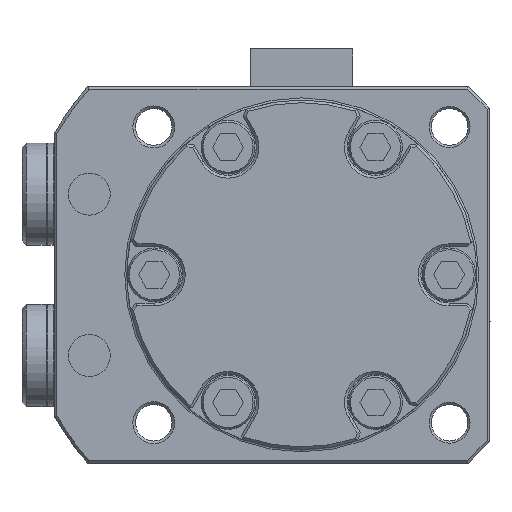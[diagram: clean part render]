
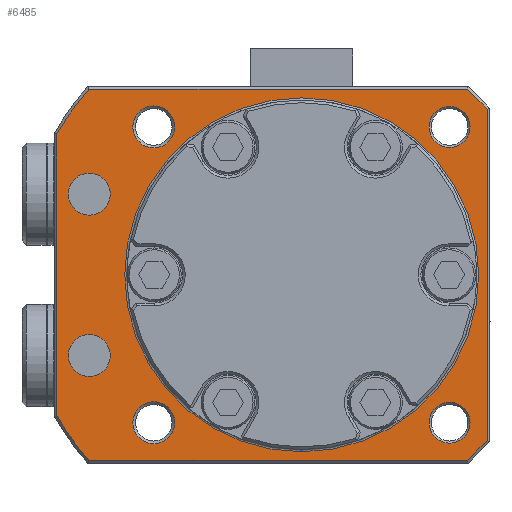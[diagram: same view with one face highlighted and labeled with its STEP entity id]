
A CAD part, front view. The second image highlights one B-rep face of the part: STEP entity #6485.
In plain terms, the highlighted planar face has unit normal (0, -1, 0).
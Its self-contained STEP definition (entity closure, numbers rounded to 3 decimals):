
#305=PLANE('',#7071);
#462=LINE('',#9585,#936);
#480=LINE('',#9649,#954);
#483=LINE('',#9655,#957);
#496=LINE('',#9685,#970);
#498=LINE('',#9691,#972);
#502=LINE('',#9709,#976);
#936=VECTOR('',#7640,1000.);
#954=VECTOR('',#7682,1000.);
#957=VECTOR('',#7687,1000.);
#970=VECTOR('',#7714,1000.);
#972=VECTOR('',#7720,1000.);
#976=VECTOR('',#7740,1000.);
#2137=ORIENTED_EDGE('',*,*,#3406,.T.);
#2138=ORIENTED_EDGE('',*,*,#3421,.T.);
#2139=ORIENTED_EDGE('',*,*,#3650,.T.);
#2140=ORIENTED_EDGE('',*,*,#3603,.F.);
#2141=ORIENTED_EDGE('',*,*,#3596,.F.);
#2142=ORIENTED_EDGE('',*,*,#3649,.T.);
#2143=ORIENTED_EDGE('',*,*,#3651,.T.);
#2144=ORIENTED_EDGE('',*,*,#3362,.T.);
#2145=ORIENTED_EDGE('',*,*,#3365,.T.);
#2146=ORIENTED_EDGE('',*,*,#3380,.F.);
#2147=ORIENTED_EDGE('',*,*,#3383,.T.);
#2148=ORIENTED_EDGE('',*,*,#3389,.T.);
#2149=ORIENTED_EDGE('',*,*,#3392,.T.);
#2150=ORIENTED_EDGE('',*,*,#3393,.T.);
#2151=ORIENTED_EDGE('',*,*,#3336,.T.);
#3336=EDGE_CURVE('',#4236,#4235,#462,.T.);
#3362=EDGE_CURVE('',#4235,#4254,#480,.T.);
#3365=EDGE_CURVE('',#4254,#4256,#483,.T.);
#3380=EDGE_CURVE('',#4266,#4256,#496,.T.);
#3383=EDGE_CURVE('',#4266,#4268,#498,.T.);
#3389=EDGE_CURVE('',#4268,#4272,#4855,.T.);
#3392=EDGE_CURVE('',#4272,#4274,#502,.T.);
#3393=EDGE_CURVE('',#4274,#4236,#4857,.T.);
#3406=EDGE_CURVE('',#4283,#4283,#4863,.T.);
#3421=EDGE_CURVE('',#4296,#4296,#4868,.T.);
#3596=EDGE_CURVE('',#4404,#4404,#4886,.T.);
#3603=EDGE_CURVE('',#4411,#4411,#4893,.T.);
#3649=EDGE_CURVE('',#4441,#4441,#4905,.T.);
#3650=EDGE_CURVE('',#4442,#4442,#4906,.T.);
#3651=EDGE_CURVE('',#4443,#4443,#4907,.T.);
#4235=VERTEX_POINT('',#9584);
#4236=VERTEX_POINT('',#9586);
#4254=VERTEX_POINT('',#9648);
#4256=VERTEX_POINT('',#9654);
#4266=VERTEX_POINT('',#9684);
#4268=VERTEX_POINT('',#9690);
#4272=VERTEX_POINT('',#9702);
#4274=VERTEX_POINT('',#9708);
#4283=VERTEX_POINT('',#9809);
#4296=VERTEX_POINT('',#9879);
#4404=VERTEX_POINT('',#11551);
#4411=VERTEX_POINT('',#11573);
#4441=VERTEX_POINT('',#12140);
#4442=VERTEX_POINT('',#12143);
#4443=VERTEX_POINT('',#12145);
#4855=CIRCLE('',#6947,52.5);
#4857=CIRCLE('',#6951,52.5);
#4863=CIRCLE('',#6960,3.9);
#4868=CIRCLE('',#6971,3.9);
#4886=CIRCLE('',#7026,3.9);
#4893=CIRCLE('',#7041,3.9);
#4905=CIRCLE('',#7070,32.9);
#4906=CIRCLE('',#7072,3.8);
#4907=CIRCLE('',#7073,3.8);
#5295=EDGE_LOOP('',(#2137));
#5296=EDGE_LOOP('',(#2138));
#5297=EDGE_LOOP('',(#2139));
#5298=EDGE_LOOP('',(#2140));
#5299=EDGE_LOOP('',(#2141));
#5300=EDGE_LOOP('',(#2142));
#5301=EDGE_LOOP('',(#2143));
#5302=EDGE_LOOP('',(#2144,#2145,#2146,#2147,#2148,#2149,#2150,#2151));
#5852=FACE_BOUND('',#5295,.T.);
#5853=FACE_BOUND('',#5296,.T.);
#5854=FACE_BOUND('',#5297,.T.);
#5855=FACE_BOUND('',#5298,.T.);
#5856=FACE_BOUND('',#5299,.T.);
#5857=FACE_BOUND('',#5300,.T.);
#5858=FACE_BOUND('',#5301,.T.);
#5859=FACE_BOUND('',#5302,.T.);
#6485=ADVANCED_FACE('',(#5852,#5853,#5854,#5855,#5856,#5857,#5858,#5859),
#305,.F.);
#6947=AXIS2_PLACEMENT_3D('',#9703,#7733,#7734);
#6951=AXIS2_PLACEMENT_3D('',#9711,#7743,#7744);
#6960=AXIS2_PLACEMENT_3D('',#9808,#7764,#7765);
#6971=AXIS2_PLACEMENT_3D('',#9878,#7794,#7795);
#7026=AXIS2_PLACEMENT_3D('',#11550,#7977,#7978);
#7041=AXIS2_PLACEMENT_3D('',#11572,#8007,#8008);
#7070=AXIS2_PLACEMENT_3D('',#12139,#8076,#8077);
#7071=AXIS2_PLACEMENT_3D('',#12141,#8078,#8079);
#7072=AXIS2_PLACEMENT_3D('',#12142,#8080,#8081);
#7073=AXIS2_PLACEMENT_3D('',#12144,#8082,#8083);
#7640=DIRECTION('',(1.,0.,0.));
#7682=DIRECTION('',(0.707,0.,0.707));
#7687=DIRECTION('',(0.,0.,1.));
#7714=DIRECTION('',(0.707,0.,-0.707));
#7720=DIRECTION('',(-1.,0.,0.));
#7733=DIRECTION('',(0.,-1.,0.));
#7734=DIRECTION('',(-0.754,0.,0.657));
#7740=DIRECTION('',(0.,0.,-1.));
#7743=DIRECTION('',(0.,-1.,0.));
#7744=DIRECTION('',(-0.867,0.,-0.499));
#7764=DIRECTION('',(0.,1.,0.));
#7765=DIRECTION('',(-1.,0.,0.));
#7794=DIRECTION('',(0.,1.,0.));
#7795=DIRECTION('',(1.,0.,0.));
#7977=DIRECTION('',(0.,-1.,0.));
#7978=DIRECTION('',(1.,0.,0.));
#8007=DIRECTION('',(0.,-1.,0.));
#8008=DIRECTION('',(1.,0.,0.));
#8076=DIRECTION('',(0.,1.,0.));
#8077=DIRECTION('',(0.,0.,-1.));
#8078=DIRECTION('',(0.,1.,0.));
#8079=DIRECTION('',(0.,0.,1.));
#8080=DIRECTION('',(0.,1.,0.));
#8081=DIRECTION('',(0.,0.,1.));
#8082=DIRECTION('',(0.,1.,0.));
#8083=DIRECTION('',(0.,0.,-1.));
#9584=CARTESIAN_POINT('',(30.793,1.5,-34.5));
#9585=CARTESIAN_POINT('',(-39.573,1.5,-34.5));
#9586=CARTESIAN_POINT('',(-39.573,1.5,-34.5));
#9648=CARTESIAN_POINT('',(34.5,1.5,-30.793));
#9649=CARTESIAN_POINT('',(30.793,1.5,-34.5));
#9654=CARTESIAN_POINT('',(34.5,1.5,30.793));
#9655=CARTESIAN_POINT('',(34.5,1.5,-30.793));
#9684=CARTESIAN_POINT('',(30.793,1.5,34.5));
#9685=CARTESIAN_POINT('',(30.793,1.5,34.5));
#9690=CARTESIAN_POINT('',(-39.573,1.5,34.5));
#9691=CARTESIAN_POINT('',(30.793,1.5,34.5));
#9702=CARTESIAN_POINT('',(-45.5,1.5,26.192));
#9703=CARTESIAN_POINT('',(0.,1.5,0.));
#9708=CARTESIAN_POINT('',(-45.5,1.5,-26.192));
#9709=CARTESIAN_POINT('',(-45.5,1.5,26.192));
#9711=CARTESIAN_POINT('',(0.,1.5,0.));
#9808=CARTESIAN_POINT('',(-27.5,1.5,-27.5));
#9809=CARTESIAN_POINT('',(-31.4,1.5,-27.5));
#9878=CARTESIAN_POINT('',(-27.5,1.5,27.5));
#9879=CARTESIAN_POINT('',(-23.6,1.5,27.5));
#11550=CARTESIAN_POINT('',(-39.5,1.5,15.));
#11551=CARTESIAN_POINT('',(-35.6,1.5,15.));
#11572=CARTESIAN_POINT('',(-39.5,1.5,-15.));
#11573=CARTESIAN_POINT('',(-35.6,1.5,-15.));
#12139=CARTESIAN_POINT('',(0.,1.5,0.));
#12140=CARTESIAN_POINT('',(0.,1.5,-32.9));
#12141=CARTESIAN_POINT('',(-32.5,1.5,0.));
#12142=CARTESIAN_POINT('',(27.5,1.5,-27.5));
#12143=CARTESIAN_POINT('',(27.5,1.5,-23.7));
#12144=CARTESIAN_POINT('',(27.5,1.5,27.5));
#12145=CARTESIAN_POINT('',(27.5,1.5,23.7));
